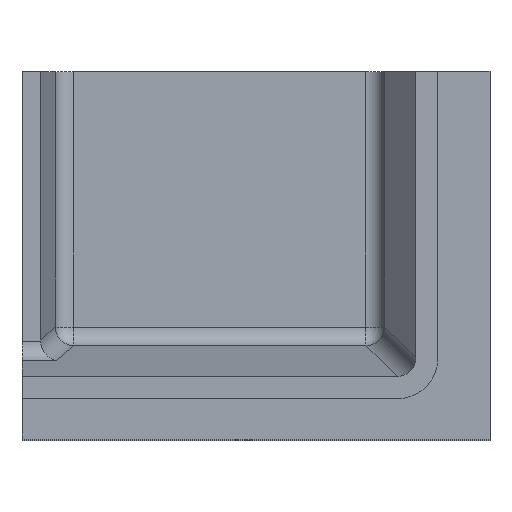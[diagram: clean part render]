
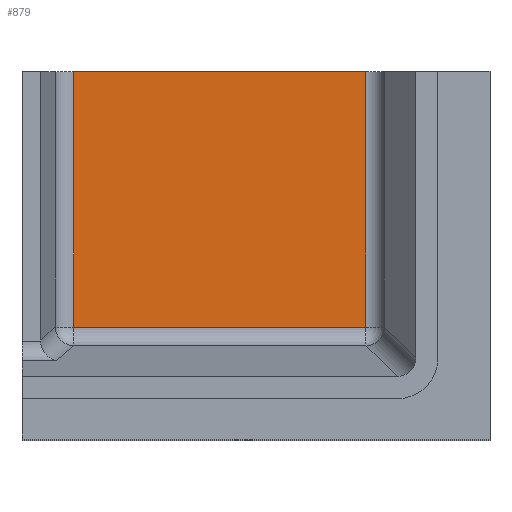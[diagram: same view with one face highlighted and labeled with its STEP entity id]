
A CAD part, top view. The second image highlights one B-rep face of the part: STEP entity #879.
In plain terms, the highlighted planar face has unit normal (0, 0, -1).
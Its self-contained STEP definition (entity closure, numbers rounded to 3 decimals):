
#28 = ORIENTED_EDGE ( 'NONE', *, *, #839, .F. ) ;
#201 = CARTESIAN_POINT ( 'NONE',  ( 7.764, -38.183, -40.041 ) ) ;
#266 = EDGE_CURVE ( 'NONE', #671, #1243, #1134, .T. ) ;
#284 = CARTESIAN_POINT ( 'NONE',  ( 7.764, 0., -40.041 ) ) ;
#313 = FACE_OUTER_BOUND ( 'NONE', #395, .T. ) ;
#322 = EDGE_CURVE ( 'NONE', #932, #671, #681, .T. ) ;
#364 = EDGE_CURVE ( 'NONE', #1243, #471, #1116, .T. ) ;
#395 = EDGE_LOOP ( 'NONE', ( #28, #456, #508, #500 ) ) ;
#456 = ORIENTED_EDGE ( 'NONE', *, *, #322, .T. ) ;
#466 = PLANE ( 'NONE',  #799 ) ;
#471 = VERTEX_POINT ( 'NONE', #284 ) ;
#477 = VECTOR ( 'NONE', #1143, 1000. ) ;
#500 = ORIENTED_EDGE ( 'NONE', *, *, #364, .T. ) ;
#508 = ORIENTED_EDGE ( 'NONE', *, *, #266, .T. ) ;
#552 = CARTESIAN_POINT ( 'NONE',  ( 0., -38.183, -40.041 ) ) ;
#634 = DIRECTION ( 'NONE',  ( 0., 0., 1. ) ) ;
#645 = CARTESIAN_POINT ( 'NONE',  ( 7.764, 0., -40.041 ) ) ;
#658 = CARTESIAN_POINT ( 'NONE',  ( 0., 0., -40.041 ) ) ;
#671 = VERTEX_POINT ( 'NONE', #832 ) ;
#673 = DIRECTION ( 'NONE',  ( 0., -1., 0. ) ) ;
#681 = LINE ( 'NONE', #1271, #1301 ) ;
#700 = VECTOR ( 'NONE', #1174, 1000. ) ;
#748 = LINE ( 'NONE', #1148, #477 ) ;
#799 = AXIS2_PLACEMENT_3D ( 'NONE', #658, #634, #1185 ) ;
#832 = CARTESIAN_POINT ( 'NONE',  ( 51.443, -38.183, -40.041 ) ) ;
#839 = EDGE_CURVE ( 'NONE', #932, #471, #748, .T. ) ;
#841 = CARTESIAN_POINT ( 'NONE',  ( 51.443, 0., -40.041 ) ) ;
#879 = ADVANCED_FACE ( 'NONE', ( #313 ), #466, .F. ) ;
#932 = VERTEX_POINT ( 'NONE', #841 ) ;
#971 = VECTOR ( 'NONE', #1257, 1000. ) ;
#1116 = LINE ( 'NONE', #645, #971 ) ;
#1134 = LINE ( 'NONE', #552, #700 ) ;
#1143 = DIRECTION ( 'NONE',  ( -1., 0., 0. ) ) ;
#1148 = CARTESIAN_POINT ( 'NONE',  ( 0., 0., -40.041 ) ) ;
#1174 = DIRECTION ( 'NONE',  ( -1., 0., 0. ) ) ;
#1185 = DIRECTION ( 'NONE',  ( 0., -1., 0. ) ) ;
#1243 = VERTEX_POINT ( 'NONE', #201 ) ;
#1257 = DIRECTION ( 'NONE',  ( 0., 1., 0. ) ) ;
#1271 = CARTESIAN_POINT ( 'NONE',  ( 51.443, 0., -40.041 ) ) ;
#1301 = VECTOR ( 'NONE', #673, 1000. ) ;
